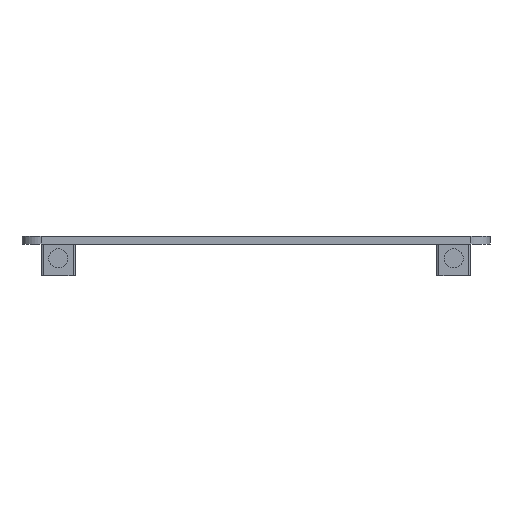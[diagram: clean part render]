
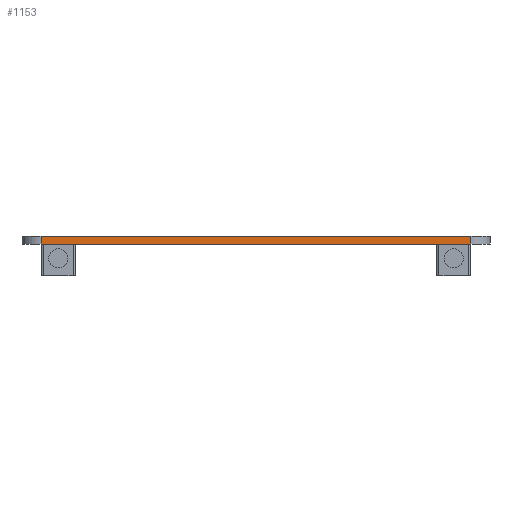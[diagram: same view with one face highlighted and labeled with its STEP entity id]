
A CAD part, left-side view. The second image highlights one B-rep face of the part: STEP entity #1153.
In plain terms, the highlighted planar face has unit normal (-1, 0, 0).
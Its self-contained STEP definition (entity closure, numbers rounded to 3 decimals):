
#61 = EDGE_CURVE('',#62,#64,#66,.T.);
#62 = VERTEX_POINT('',#63);
#63 = CARTESIAN_POINT('',(-42.25,-45.,30.4));
#64 = VERTEX_POINT('',#65);
#65 = CARTESIAN_POINT('',(-42.25,-45.,32.));
#66 = LINE('',#67,#68);
#67 = CARTESIAN_POINT('',(-42.25,-45.,30.4));
#68 = VECTOR('',#69,1.);
#69 = DIRECTION('',(0.,0.,1.));
#155 = VERTEX_POINT('',#156);
#156 = CARTESIAN_POINT('',(-42.25,45.,30.4));
#163 = EDGE_CURVE('',#155,#62,#164,.T.);
#164 = LINE('',#165,#166);
#165 = CARTESIAN_POINT('',(-42.25,45.,30.4));
#166 = VECTOR('',#167,1.);
#167 = DIRECTION('',(0.,-1.,0.));
#810 = VERTEX_POINT('',#811);
#811 = CARTESIAN_POINT('',(-42.25,45.,32.));
#818 = EDGE_CURVE('',#810,#64,#819,.T.);
#819 = LINE('',#820,#821);
#820 = CARTESIAN_POINT('',(-42.25,45.,32.));
#821 = VECTOR('',#822,1.);
#822 = DIRECTION('',(0.,-1.,0.));
#1153 = ADVANCED_FACE('',(#1154),#1165,.F.);
#1154 = FACE_BOUND('',#1155,.F.);
#1155 = EDGE_LOOP('',(#1156,#1162,#1163,#1164));
#1156 = ORIENTED_EDGE('',*,*,#1157,.T.);
#1157 = EDGE_CURVE('',#155,#810,#1158,.T.);
#1158 = LINE('',#1159,#1160);
#1159 = CARTESIAN_POINT('',(-42.25,45.,30.4));
#1160 = VECTOR('',#1161,1.);
#1161 = DIRECTION('',(0.,0.,1.));
#1162 = ORIENTED_EDGE('',*,*,#818,.T.);
#1163 = ORIENTED_EDGE('',*,*,#61,.F.);
#1164 = ORIENTED_EDGE('',*,*,#163,.F.);
#1165 = PLANE('',#1166);
#1166 = AXIS2_PLACEMENT_3D('',#1167,#1168,#1169);
#1167 = CARTESIAN_POINT('',(-42.25,45.,30.4));
#1168 = DIRECTION('',(1.,0.,0.));
#1169 = DIRECTION('',(0.,-1.,0.));
